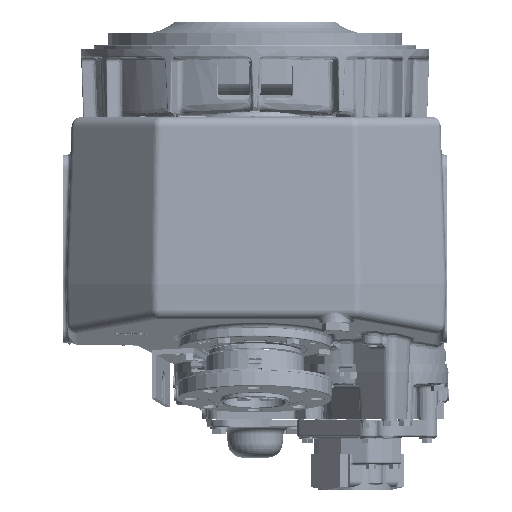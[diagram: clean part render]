
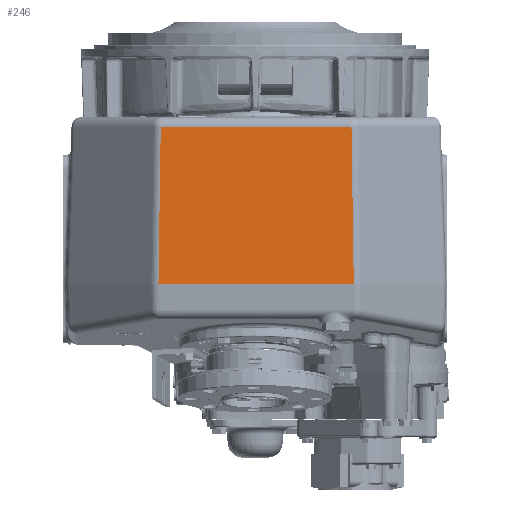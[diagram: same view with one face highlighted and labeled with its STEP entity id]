
A CAD part, front view. The second image highlights one B-rep face of the part: STEP entity #246.
In plain terms, the highlighted planar face has unit normal (0, -0.999, 0.035).
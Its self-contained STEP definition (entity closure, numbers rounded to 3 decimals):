
#246 = ADVANCED_FACE ( 'NONE', ( #242062 ), #237169, .T. ) ;
#70172 = VERTEX_POINT ( 'NONE', #147200 ) ;
#70181 = VERTEX_POINT ( 'NONE', #147234 ) ;
#70185 = VERTEX_POINT ( 'NONE', #147247 ) ;
#70189 = VERTEX_POINT ( 'NONE', #147242 ) ;
#147200 = CARTESIAN_POINT ( 'NONE',  ( 152.767, -411.285, -123.142 ) ) ;
#147234 = CARTESIAN_POINT ( 'NONE',  ( -149.767, -411.285, -123.142 ) ) ;
#147242 = CARTESIAN_POINT ( 'NONE',  ( 156.377, -420., -372.7 ) ) ;
#147247 = CARTESIAN_POINT ( 'NONE',  ( -153.377, -420., -372.7 ) ) ;
#221485 = CARTESIAN_POINT ( 'NONE',  ( 156.344, -419.921, -370.441 ) ) ;
#221486 = DIRECTION ( 'NONE',  ( -0.014, 0.035, 0.999 ) ) ;
#221574 = CARTESIAN_POINT ( 'NONE',  ( -156.167, -411.285, -123.142 ) ) ;
#221576 = DIRECTION ( 'NONE',  ( -1., 0., 0. ) ) ;
#221620 = CARTESIAN_POINT ( 'NONE',  ( 0., -420., -372.7 ) ) ;
#221622 = DIRECTION ( 'NONE',  ( -1., 0., 0. ) ) ;
#221637 = CARTESIAN_POINT ( 'NONE',  ( -153.345, -419.923, -370.485 ) ) ;
#221640 = DIRECTION ( 'NONE',  ( -0.014, -0.035, -0.999 ) ) ;
#237121 = CARTESIAN_POINT ( 'NONE',  ( 0., -420., -372.7 ) ) ;
#237169 = PLANE ( 'NONE',  #291304 ) ;
#237185 = DIRECTION ( 'NONE',  ( 0., -0.999, 0.035 ) ) ;
#237186 = DIRECTION ( 'NONE',  ( 0., -0.035, -0.999 ) ) ;
#242062 = FACE_OUTER_BOUND ( 'NONE', #368812, .T. ) ;
#291304 = AXIS2_PLACEMENT_3D ( 'NONE', #237121, #237185, #237186 ) ;
#337341 = LINE ( 'NONE', #221485, #337354 ) ;
#337354 = VECTOR ( 'NONE', #221486, 1000. ) ;
#337369 = VECTOR ( 'NONE', #221576, 1000. ) ;
#337384 = LINE ( 'NONE', #221574, #337369 ) ;
#337389 = LINE ( 'NONE', #221620, #337399 ) ;
#337394 = VECTOR ( 'NONE', #221640, 1000. ) ;
#337397 = LINE ( 'NONE', #221637, #337394 ) ;
#337399 = VECTOR ( 'NONE', #221622, 1000. ) ;
#348820 = ORIENTED_EDGE ( 'NONE', *, *, #409323, .T. ) ;
#348826 = ORIENTED_EDGE ( 'NONE', *, *, #409314, .F. ) ;
#348832 = ORIENTED_EDGE ( 'NONE', *, *, #409249, .T. ) ;
#348837 = ORIENTED_EDGE ( 'NONE', *, *, #409290, .T. ) ;
#368812 = EDGE_LOOP ( 'NONE', ( #348820, #348826, #348832, #348837 ) ) ;
#409249 = EDGE_CURVE ( 'NONE', #70189, #70172, #337341, .T. ) ;
#409290 = EDGE_CURVE ( 'NONE', #70172, #70181, #337384, .T. ) ;
#409314 = EDGE_CURVE ( 'NONE', #70189, #70185, #337389, .T. ) ;
#409323 = EDGE_CURVE ( 'NONE', #70181, #70185, #337397, .T. ) ;
